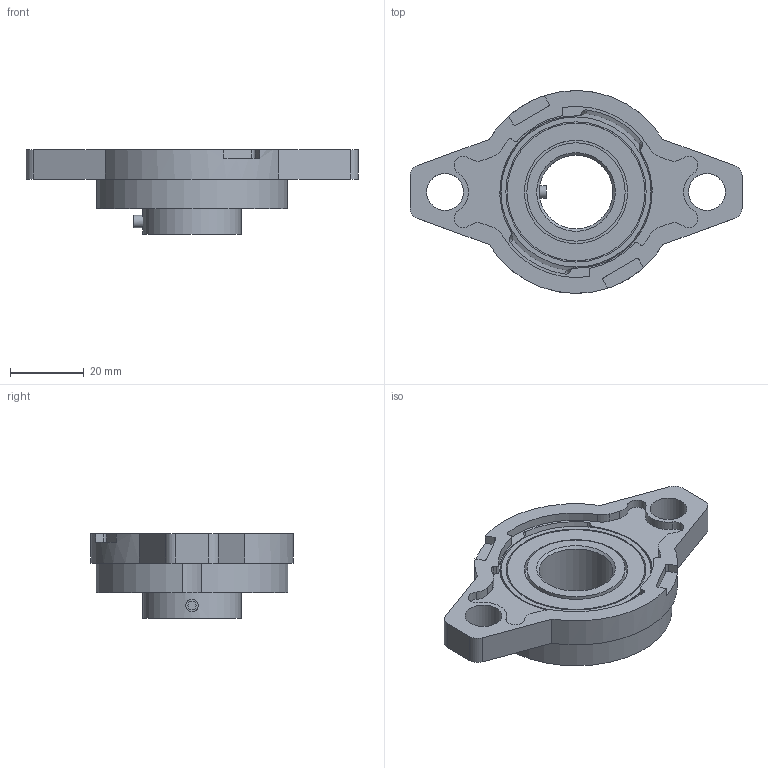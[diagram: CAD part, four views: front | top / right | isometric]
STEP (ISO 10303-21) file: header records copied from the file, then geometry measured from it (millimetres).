
FILE_DESCRIPTION(/* description */ ('Фланцевый подшипник для вала 15 мм','CAx-IF Rec.Pracs.---Representation and Presentation of Product Manufacturing Information (PMI)---4.0---2014-10-13'),/* implementation_level */ '2;1');
FILE_NAME(/* name */ 'KFL004.stp',/* time_stamp */ '2021-05-19T15:29:28+03:00',/* author */ ('Тарас'),/* organization */ (''),/* preprocessor_version */ 'ST-DEVELOPER v18',/* originating_system */ 'Autodesk Inventor 2020',/* authorisation */ '');
FILE_SCHEMA (('AP242_MANAGED_MODEL_BASED_3D_ENGINEERING_MIM_LF { 1 0 10303 442 1 1 4 }'));
Length unit declared in the file: millimetre
Products named in the file (1): KFL004
Bounding box: 90 x 55 x 23 mm (x, y, z)
Volume: 30150.6 mm3; surface area: 13898.7 mm2
Topology: 1 solids, 1 shells, 121 faces, 438 edges, 431 vertices
Faces by surface type: cylinder 56, plane 49, cone 15, torus 1
Full cylindrical faces by diameter (mm): 3.349 x2, 10 x2, 20 x1, 26.667 x2, 28 x2, 37.333 x1, 38 x1, 40 x1, 41.333 x1, 46.667 x1
Entity records: 5016 total; most frequent: CARTESIAN_POINT 1133, DIRECTION 873, ORIENTED_EDGE 670, AXIS2_PLACEMENT_3D 357, EDGE_CURVE 335, CIRCLE 235, VERTEX_POINT 231, LINE 159
